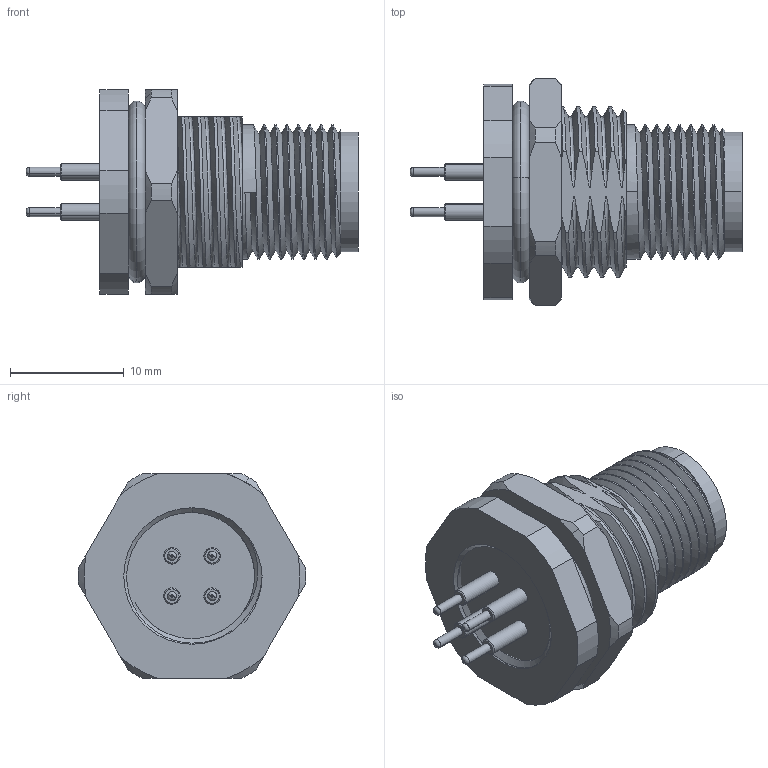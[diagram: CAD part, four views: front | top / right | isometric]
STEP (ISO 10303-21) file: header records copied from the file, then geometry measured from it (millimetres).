
FILE_DESCRIPTION (( 'STEP AP203' ), '1' );
FILE_NAME ('54-00216.STEP', '2020-10-15T17:18:12', ( '' ), ( '' ), 'SwSTEP 2.0', 'SolidWorks 2015', '' );
FILE_SCHEMA (( 'CONFIG_CONTROL_DESIGN' ));
Length unit declared in the file: millimetre
Products named in the file (6): 54-00216-03___; 54-00216-02; 54-00216; 54-00216-01___; 54-00216-05___; 54-00216-04___
Assembly tree (8 placements, depth 2):
  54-00216
    54-00216-01___
    54-00216-02
    54-00216-05___
    54-00216-04___
    54-00216-03___  x4
Bounding box: 29.2 x 19.99 x 18 mm (x, y, z)
Volume: 2941.8 mm3; surface area: 5320.3 mm2
Topology: 8 solids, 8 shells, 342 faces, 838 edges, 538 vertices
Faces by surface type: cylinder 135, plane 77, cone 49, bspline 45, torus 36
Entity records: 22718 total; most frequent: CARTESIAN_POINT 16231, ORIENTED_EDGE 1352, DIRECTION 1066, EDGE_CURVE 676, VERTEX_POINT 442, AXIS2_PLACEMENT_3D 423, EDGE_LOOP 286, ADVANCED_FACE 258
